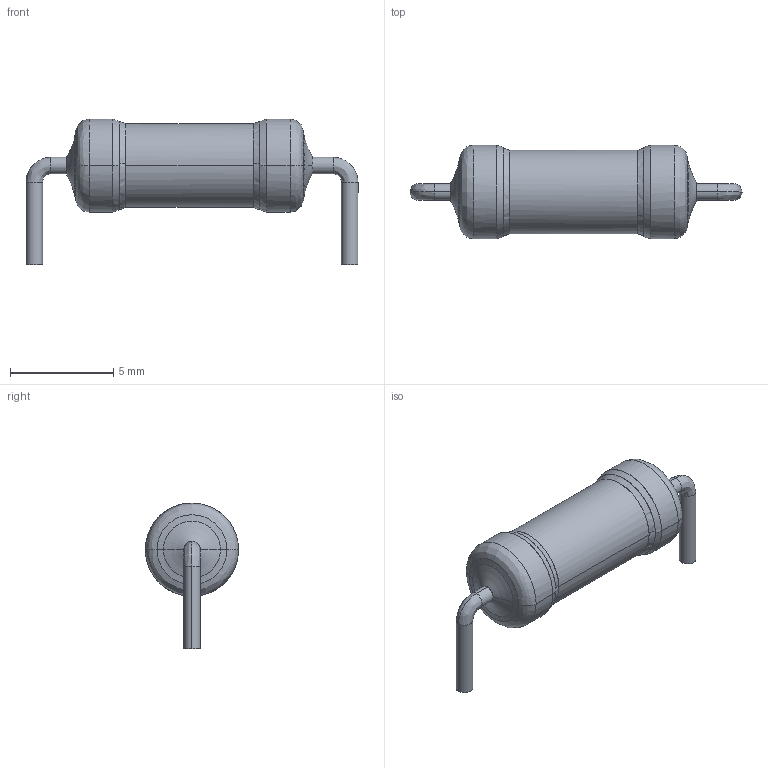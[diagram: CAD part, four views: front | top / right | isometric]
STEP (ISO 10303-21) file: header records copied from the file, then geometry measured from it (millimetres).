
FILE_DESCRIPTION (( 'STEP AP214' ), '1' );
FILE_NAME ('RES 1W-H.STEP', '2022-04-13T21:12:07', ( '' ), ( '' ), 'SwSTEP 2.0', 'SolidWorks 2019', '' );
FILE_SCHEMA (( 'AUTOMOTIVE_DESIGN' ));
Length unit declared in the file: millimetre
Products named in the file (3): RES 1W-H; _User Library-RES 1W -H  L=11 D=4,5 d=0,8 Pin2Pin=15,24_2; User Library-RES 1W -H  L=11 D=4,5 d=0,8 Pin2Pin=15,24_1
Assembly tree (2 placements, depth 2):
  RES 1W-H
    User Library-RES 1W -H  L=11 D=4,5 d=0,8 Pin2Pin=15,24_1
    _User Library-RES 1W -H  L=11 D=4,5 d=0,8 Pin2Pin=15,24_2
Bounding box: 16.04 x 4.5 x 7.05 mm (x, y, z)
Volume: 12.1 mm3; surface area: 233.5 mm2
Topology: 1 solids, 16 shells, 40 faces, 116 edges, 80 vertices
Faces by surface type: bspline 16, cylinder 12, torus 8, plane 4
Entity records: 2834 total; most frequent: CARTESIAN_POINT 1499, DIRECTION 192, ORIENTED_EDGE 164, EDGE_CURVE 116, AXIS2_PLACEMENT_3D 90, VERTEX_POINT 80, CIRCLE 60, B_SPLINE_CURVE_WITH_KNOTS 44
